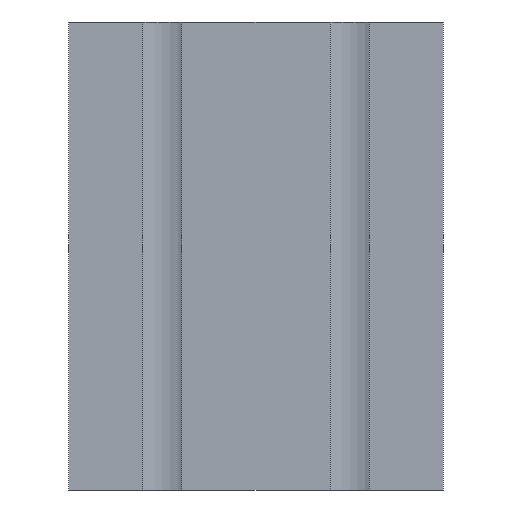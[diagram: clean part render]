
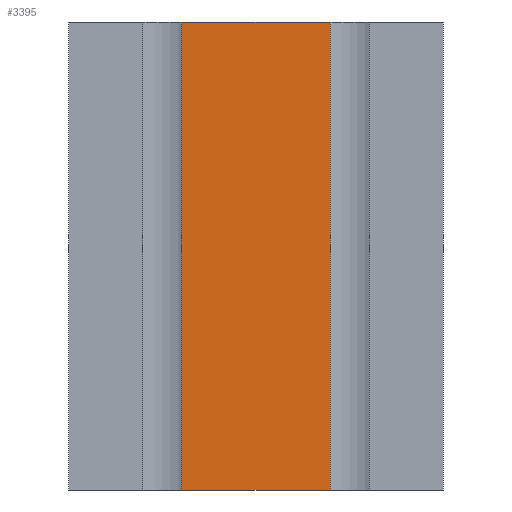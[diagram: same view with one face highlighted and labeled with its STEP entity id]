
A CAD part, front view. The second image highlights one B-rep face of the part: STEP entity #3395.
In plain terms, the highlighted planar face has unit normal (0, -1, 0).
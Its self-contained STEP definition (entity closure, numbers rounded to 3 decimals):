
#3339=CARTESIAN_POINT('',(52.264,2.595,100.0));
#3340=VERTEX_POINT('',#3339);
#3347=CARTESIAN_POINT('',(52.264,2.595,0.0));
#3348=VERTEX_POINT('',#3347);
#3349=CARTESIAN_POINT('',(52.264,2.595,0.0));
#3350=DIRECTION('',(0.0,0.0,1.0));
#3351=VECTOR('',#3350,100.0);
#3352=LINE('',#3349,#3351);
#3353=EDGE_CURVE('',#3348,#3340,#3352,.T.);
#3365=CARTESIAN_POINT('',(52.264,2.595,0.0));
#3366=DIRECTION('',(0.0,-1.0,0.0));
#3367=DIRECTION('',(0.0,0.0,-1.0));
#3368=AXIS2_PLACEMENT_3D('',#3365,#3366,#3367);
#3369=PLANE('',#3368);
#3370=CARTESIAN_POINT('',(20.564,2.595,100.0));
#3371=VERTEX_POINT('',#3370);
#3372=CARTESIAN_POINT('',(52.264,2.595,100.0));
#3373=DIRECTION('',(-1.0,0.0,0.0));
#3374=VECTOR('',#3373,31.7);
#3375=LINE('',#3372,#3374);
#3376=EDGE_CURVE('',#3340,#3371,#3375,.T.);
#3377=ORIENTED_EDGE('',*,*,#3376,.T.);
#3378=CARTESIAN_POINT('',(20.564,2.595,0.0));
#3379=VERTEX_POINT('',#3378);
#3380=CARTESIAN_POINT('',(20.564,2.595,0.0));
#3381=DIRECTION('',(0.0,0.0,1.0));
#3382=VECTOR('',#3381,100.0);
#3383=LINE('',#3380,#3382);
#3384=EDGE_CURVE('',#3379,#3371,#3383,.T.);
#3385=ORIENTED_EDGE('',*,*,#3384,.F.);
#3386=CARTESIAN_POINT('',(52.264,2.595,0.0));
#3387=DIRECTION('',(-1.0,0.0,0.0));
#3388=VECTOR('',#3387,31.7);
#3389=LINE('',#3386,#3388);
#3390=EDGE_CURVE('',#3348,#3379,#3389,.T.);
#3391=ORIENTED_EDGE('',*,*,#3390,.F.);
#3392=ORIENTED_EDGE('',*,*,#3353,.T.);
#3393=EDGE_LOOP('',(#3377,#3385,#3391,#3392));
#3394=FACE_OUTER_BOUND('',#3393,.T.);
#3395=ADVANCED_FACE('',(#3394),#3369,.T.);
